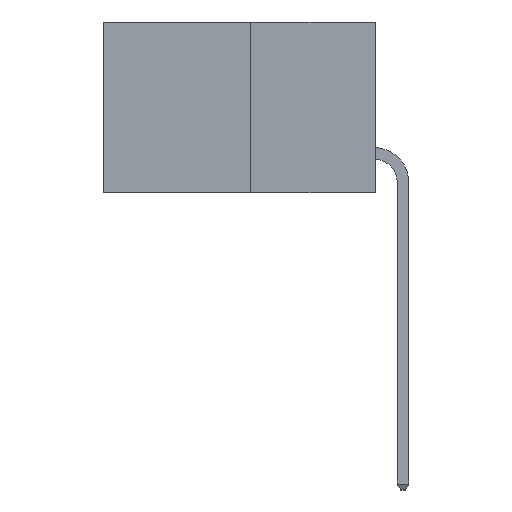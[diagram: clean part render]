
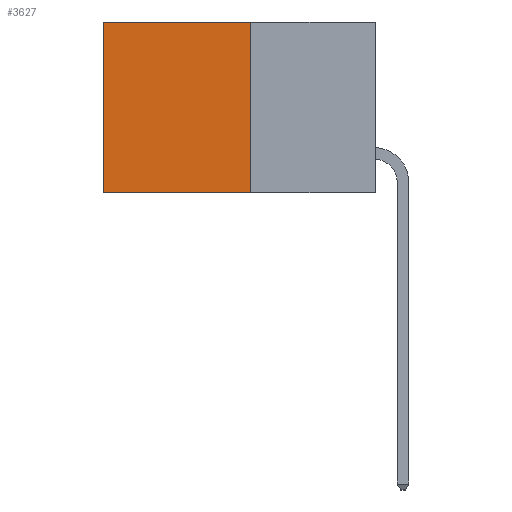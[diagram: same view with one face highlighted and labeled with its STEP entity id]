
A CAD part, left-side view. The second image highlights one B-rep face of the part: STEP entity #3627.
In plain terms, the highlighted planar face has unit normal (-1, 0, 0).
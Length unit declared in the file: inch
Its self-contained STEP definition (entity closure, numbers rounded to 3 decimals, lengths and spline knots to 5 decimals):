
#184 = ORIENTED_EDGE ( 'NONE', *, *, #7488, .T. ) ;
#546 = FACE_OUTER_BOUND ( 'NONE', #12205, .T. ) ;
#997 = ORIENTED_EDGE ( 'NONE', *, *, #5603, .F. ) ;
#1416 = LINE ( 'NONE', #1706, #4301 ) ;
#1597 = VECTOR ( 'NONE', #4349, 39.37008 ) ;
#1706 = CARTESIAN_POINT ( 'NONE',  ( 0.277, 0.27, -0.37 ) ) ;
#1734 = CARTESIAN_POINT ( 'NONE',  ( 0.277, 0.27, 0. ) ) ;
#1808 = ORIENTED_EDGE ( 'NONE', *, *, #5677, .T. ) ;
#2622 = ORIENTED_EDGE ( 'NONE', *, *, #11269, .F. ) ;
#2818 = VERTEX_POINT ( 'NONE', #3595 ) ;
#3595 = CARTESIAN_POINT ( 'NONE',  ( 0.277, 0.27, -0.37 ) ) ;
#3627 = ADVANCED_FACE ( 'NONE', ( #546 ), #9109, .F. ) ;
#4300 = AXIS2_PLACEMENT_3D ( 'NONE', #8858, #8767, #8742 ) ;
#4301 = VECTOR ( 'NONE', #10295, 39.37008 ) ;
#4349 = DIRECTION ( 'NONE',  ( 0., 0., -1. ) ) ;
#4664 = VECTOR ( 'NONE', #10278, 39.37008 ) ;
#5035 = VERTEX_POINT ( 'NONE', #9578 ) ;
#5603 = EDGE_CURVE ( 'NONE', #2818, #5035, #7224, .T. ) ;
#5677 = EDGE_CURVE ( 'NONE', #7748, #6199, #11355, .T. ) ;
#5686 = DIRECTION ( 'NONE',  ( 0., 1., 0. ) ) ;
#6148 = LINE ( 'NONE', #10065, #1597 ) ;
#6199 = VERTEX_POINT ( 'NONE', #6427 ) ;
#6427 = CARTESIAN_POINT ( 'NONE',  ( 0.277, 0.59, 0. ) ) ;
#6646 = CARTESIAN_POINT ( 'NONE',  ( 0.277, 0.27, 0. ) ) ;
#7224 = LINE ( 'NONE', #9338, #4664 ) ;
#7488 = EDGE_CURVE ( 'NONE', #6199, #5035, #6148, .T. ) ;
#7748 = VERTEX_POINT ( 'NONE', #6646 ) ;
#8742 = DIRECTION ( 'NONE',  ( 0., 0., -1. ) ) ;
#8767 = DIRECTION ( 'NONE',  ( 1., 0., 0. ) ) ;
#8846 = VECTOR ( 'NONE', #5686, 39.37008 ) ;
#8858 = CARTESIAN_POINT ( 'NONE',  ( 0.277, 0.27, -0.37 ) ) ;
#9109 = PLANE ( 'NONE',  #4300 ) ;
#9338 = CARTESIAN_POINT ( 'NONE',  ( 0.277, 0.27, -0.37 ) ) ;
#9578 = CARTESIAN_POINT ( 'NONE',  ( 0.277, 0.59, -0.37 ) ) ;
#10065 = CARTESIAN_POINT ( 'NONE',  ( 0.277, 0.59, -0.37 ) ) ;
#10278 = DIRECTION ( 'NONE',  ( 0., 1., 0. ) ) ;
#10295 = DIRECTION ( 'NONE',  ( 0., 0., -1. ) ) ;
#11269 = EDGE_CURVE ( 'NONE', #7748, #2818, #1416, .T. ) ;
#11355 = LINE ( 'NONE', #1734, #8846 ) ;
#12205 = EDGE_LOOP ( 'NONE', ( #184, #997, #2622, #1808 ) ) ;
